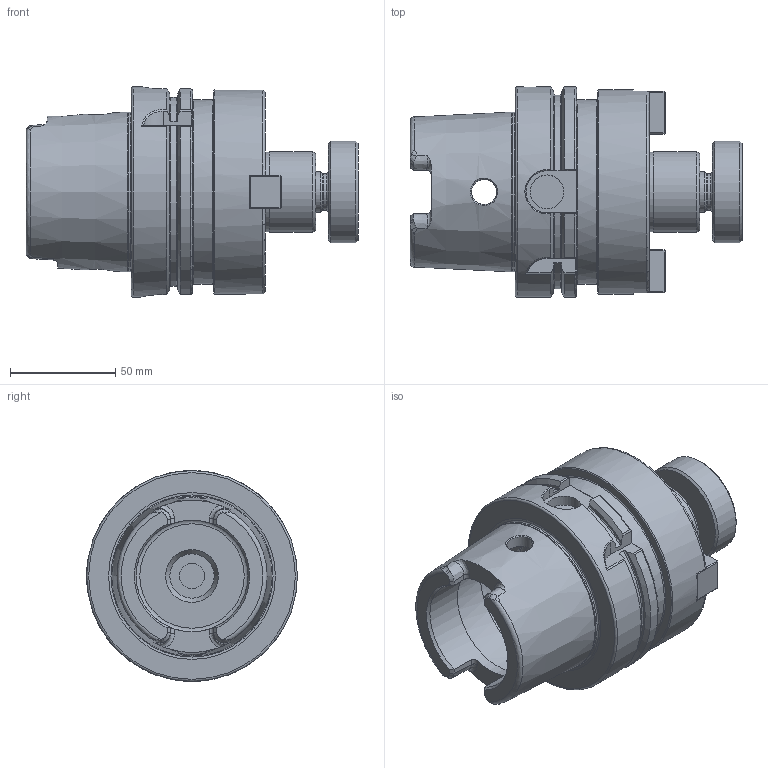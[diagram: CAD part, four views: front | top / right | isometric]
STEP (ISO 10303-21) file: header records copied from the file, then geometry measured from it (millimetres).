
FILE_DESCRIPTION(/* description */ (''),/* implementation_level */ '2;1');
FILE_NAME(/* name */ 'HSK100A-SM150-0250.stp',/* time_stamp */ '2019-07-25T09:14:53-05:00',/* author */ ('ldfli'),/* organization */ ('Pioneer N.A.'),/* preprocessor_version */ 'ST-DEVELOPER v18',/* originating_system */ 'Autodesk Inventor LT',/* authorisation */ '');
FILE_SCHEMA (('AUTOMOTIVE_DESIGN { 1 0 10303 214 3 1 1 }'));
Length unit declared in the file: millimetre
Products named in the file (1): HSK100A-SM150-0250
Bounding box: 157.5 x 100 x 100 mm (x, y, z)
Volume: 545061.6 mm3; surface area: 83630.1 mm2
Topology: 4 solids, 4 shells, 299 faces, 776 edges, 505 vertices
Faces by surface type: plane 154, cylinder 48, bspline 46, torus 26, cone 25
Full cylindrical faces by diameter (mm): 4.917 x2, 6 x2, 6.5 x2, 10 x3, 11.2 x2, 12 x3, 16 x1, 17.323 x1, 17.526 x1, 19.05 x1, 21 x1, 26 x1, 28 x1, 37.6 x1, 38.1 x1, 48 x1, 53 x2, 63 x1, 75.519 x1, 87.7 x1, 97 x1, 100 x1
Entity records: 12215 total; most frequent: CARTESIAN_POINT 5086, ORIENTED_EDGE 1552, DIRECTION 1369, EDGE_CURVE 776, VERTEX_POINT 507, AXIS2_PLACEMENT_3D 502, LINE 365, VECTOR 365
